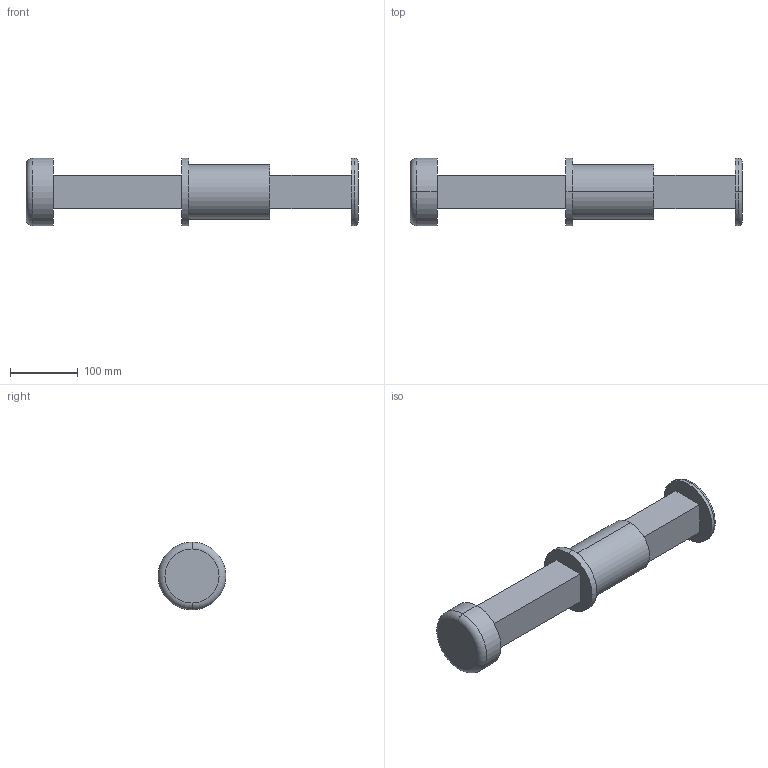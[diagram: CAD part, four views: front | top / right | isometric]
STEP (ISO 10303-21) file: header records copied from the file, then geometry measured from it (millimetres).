
FILE_DESCRIPTION (( 'STEP AP203' ), '1' );
FILE_NAME ('link_1b_Default_sldprt.STEP', '2021-08-17T20:43:15', ( '' ), ( '' ), 'SwSTEP 2.0', 'SolidWorks 2021', '' );
FILE_SCHEMA (( 'CONFIG_CONTROL_DESIGN' ));
Length unit declared in the file: centimetre
Products named in the file (1): link_1b_Default_sldprt
Bounding box: 490 x 100 x 100 mm (x, y, z)
Volume: 1841336.1 mm3; surface area: 146054.6 mm2
Topology: 1 solids, 1 shells, 27 faces, 56 edges, 36 vertices
Faces by surface type: plane 15, cylinder 8, torus 4
Entity records: 799 total; most frequent: DIRECTION 136, CARTESIAN_POINT 120, ORIENTED_EDGE 112, EDGE_CURVE 56, AXIS2_PLACEMENT_3D 52, VERTEX_POINT 36, VECTOR 32, EDGE_LOOP 32
